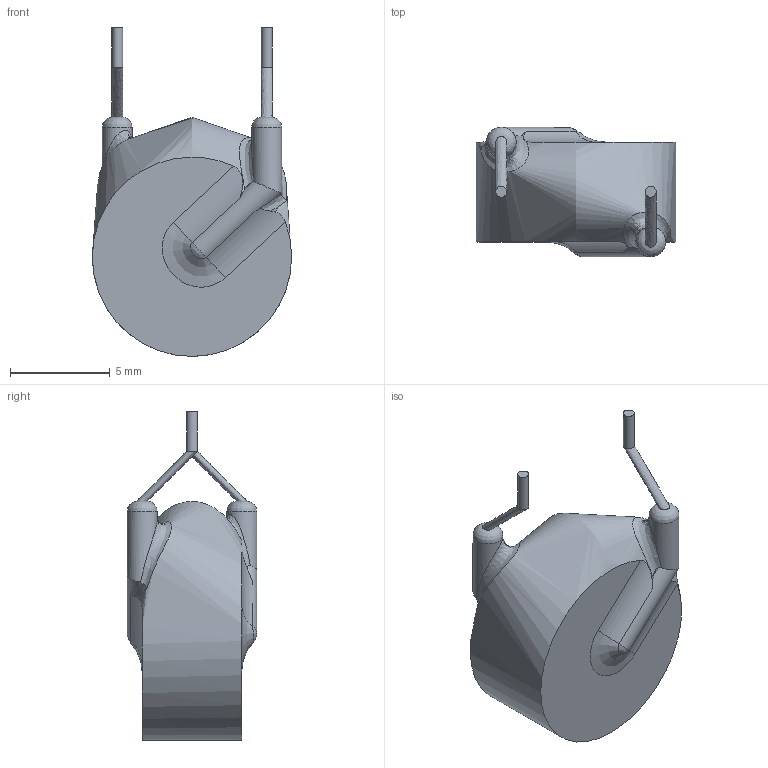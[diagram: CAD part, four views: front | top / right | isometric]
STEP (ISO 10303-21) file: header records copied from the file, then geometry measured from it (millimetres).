
FILE_DESCRIPTION(/* description */ (''),/* implementation_level */ '2;1');
FILE_NAME(/* name */ 'Ceramic cap 7.5mm lead spaceing v3.step',/* time_stamp */ '2018-11-03T23:13:38-07:00',/* author */ (''),/* organization */ (''),/* preprocessor_version */ 'ST-DEVELOPER v17.2',/* originating_system */ 'Autodesk Translation Framework v7.6.0.251',/* authorisation */ '');
FILE_SCHEMA (('AUTOMOTIVE_DESIGN { 1 0 10303 214 3 1 1 }'));
Length unit declared in the file: millimetre
Products named in the file (1): Ceramic cap 7.5mm lead spaceing
Bounding box: 10 x 6.5 x 16.5 mm (x, y, z)
Volume: 674.5 mm3; surface area: 466.5 mm2
Topology: 1 solids, 1 shells, 29 faces, 96 edges, 67 vertices
Faces by surface type: bspline 14, cylinder 11, plane 4
Full cylindrical faces by diameter (mm): 0.55 x2, 1.5 x2
Entity records: 2251 total; most frequent: CARTESIAN_POINT 1481, ORIENTED_EDGE 188, DIRECTION 109, EDGE_CURVE 94, VERTEX_POINT 67, B_SPLINE_CURVE_WITH_KNOTS 48, AXIS2_PLACEMENT_3D 48, FACE_OUTER_BOUND 29
